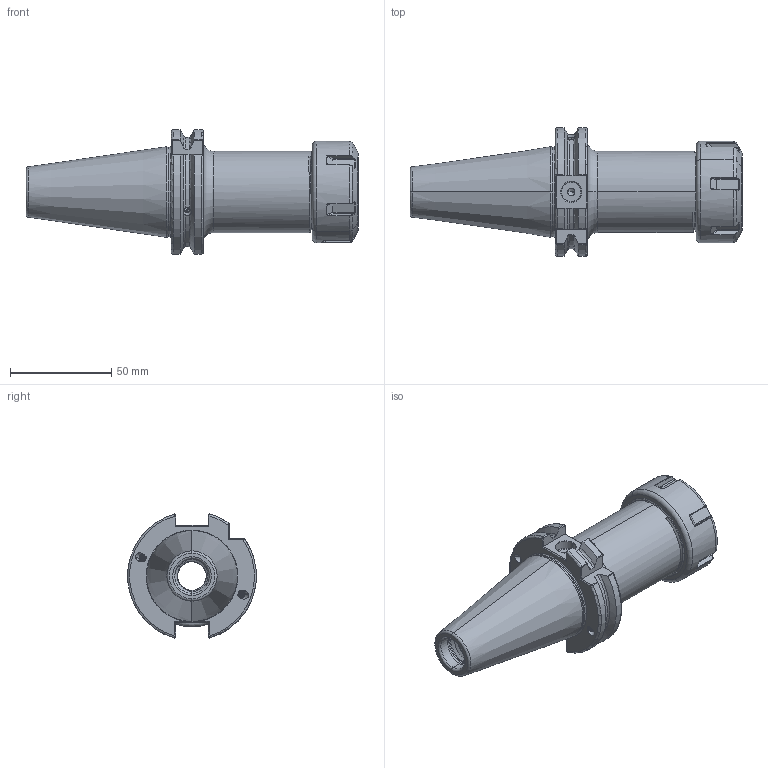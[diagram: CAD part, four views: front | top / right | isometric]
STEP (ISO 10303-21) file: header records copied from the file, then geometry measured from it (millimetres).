
FILE_DESCRIPTION (( 'STEP AP203' ), '1' );
FILE_NAME ('403.02.20.1.STEP', '2016-07-16T05:18:19', ( '' ), ( '' ), 'SwSTEP 2.0', 'SolidWorks 2012', '' );
FILE_SCHEMA (( 'CONFIG_CONTROL_DESIGN' ));
Length unit declared in the file: millimetre
Products named in the file (3): 403.02.20.1; 2-01.100.0320230C7_ER32螺帽(六溝)
Assembly tree (2 placements, depth 2):
  403.02.20.1
    403.02.20.1
    2-01.100.0320230C7_ER32螺帽(六溝)
Bounding box: 163.68 x 63.34 x 61.24 mm (x, y, z)
Volume: 173171.7 mm3; surface area: 47365.6 mm2
Topology: 2 solids, 2 shells, 501 faces, 1331 edges, 820 vertices
Faces by surface type: cylinder 206, bspline 95, plane 94, torus 63, cone 43
Entity records: 33705 total; most frequent: CARTESIAN_POINT 22915, ORIENTED_EDGE 2634, DIRECTION 1654, EDGE_CURVE 1317, VERTEX_POINT 820, AXIS2_PLACEMENT_3D 646, EDGE_LOOP 513, FACE_OUTER_BOUND 501
